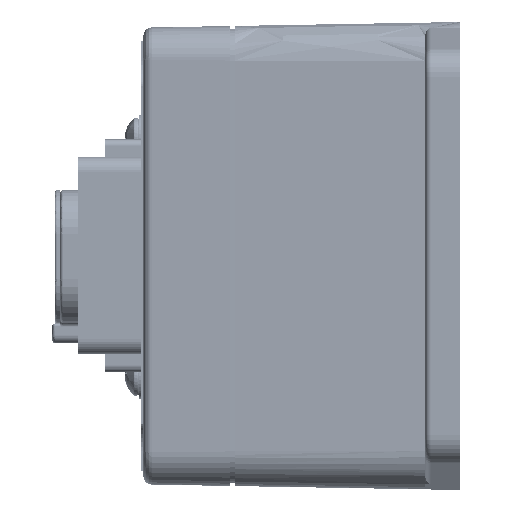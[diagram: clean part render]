
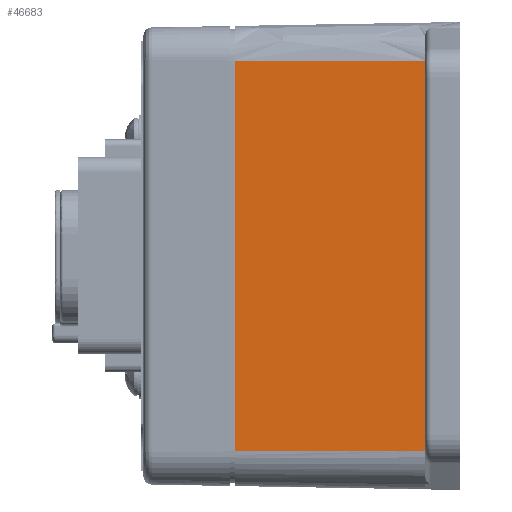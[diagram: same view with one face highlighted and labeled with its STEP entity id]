
A CAD part, left-side view. The second image highlights one B-rep face of the part: STEP entity #46683.
In plain terms, the highlighted face is planar.
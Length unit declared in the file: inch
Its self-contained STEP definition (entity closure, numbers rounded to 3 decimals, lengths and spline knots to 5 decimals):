
#1046 = CARTESIAN_POINT ( 'NONE',  ( 25.45274, -8.27652, 0.12992 ) ) ;
#1402 = CARTESIAN_POINT ( 'NONE',  ( 25.45693, -8.29913, 1.425 ) ) ;
#2882 = B_SPLINE_CURVE_WITH_KNOTS ( 'NONE', 3,
 ( #9477, #64579, #58281, #57193, #56847, #62948, #40965 ),
 .UNSPECIFIED., .F., .F.,
 ( 4, 3, 4 ),
 ( 0.00841, 0.0413, 0.04141 ),
 .UNSPECIFIED. ) ;
#4541 = CARTESIAN_POINT ( 'NONE',  ( 25.45274, -8.27652, 0.12992 ) ) ;
#9477 = CARTESIAN_POINT ( 'NONE',  ( 22.78197, -8.27652, 0.12992 ) ) ;
#10102 = PLANE ( 'NONE',  #49879 ) ;
#18599 = LINE ( 'NONE', #40542, #65049 ) ;
#20479 = VERTEX_POINT ( 'NONE', #49792 ) ;
#28960 = LINE ( 'NONE', #57047, #54874 ) ;
#29649 = DIRECTION ( 'NONE',  ( -1., 0., 0. ) ) ;
#31826 = VERTEX_POINT ( 'NONE', #4541 ) ;
#32082 = DIRECTION ( 'NONE',  ( 0., 1., 0.017 ) ) ;
#34526 = CARTESIAN_POINT ( 'NONE',  ( 25.46446, -8.2916, 0.99346 ) ) ;
#35593 = CARTESIAN_POINT ( 'NONE',  ( 25.45688, -8.29918, 1.42776 ) ) ;
#36938 = CARTESIAN_POINT ( 'NONE',  ( 22.78197, -8.27652, 0.12992 ) ) ;
#40542 = CARTESIAN_POINT ( 'NONE',  ( 24.11824, -8.2992, 1.42913 ) ) ;
#40965 = CARTESIAN_POINT ( 'NONE',  ( 22.77962, -8.2992, 1.42913 ) ) ;
#42186 = VERTEX_POINT ( 'NONE', #36938 ) ;
#43613 = CARTESIAN_POINT ( 'NONE',  ( 24.11824, -8.29989, 1.4685 ) ) ;
#46683 = ADVANCED_FACE ( 'NONE', ( #49033 ), #10102, .T. ) ;
#47037 = DIRECTION ( 'NONE',  ( 1., 0., 0. ) ) ;
#49033 = FACE_OUTER_BOUND ( 'NONE', #58276, .T. ) ;
#49437 = ORIENTED_EDGE ( 'NONE', *, *, #60659, .T. ) ;
#49792 = CARTESIAN_POINT ( 'NONE',  ( 25.45686, -8.2992, 1.42913 ) ) ;
#49879 = AXIS2_PLACEMENT_3D ( 'NONE', #43613, #32082, #54076 ) ;
#50414 = CARTESIAN_POINT ( 'NONE',  ( 25.45686, -8.2992, 1.42913 ) ) ;
#50845 = CARTESIAN_POINT ( 'NONE',  ( 22.77962, -8.2992, 1.42913 ) ) ;
#51468 = CARTESIAN_POINT ( 'NONE',  ( 25.45691, -8.29915, 1.42638 ) ) ;
#54076 = DIRECTION ( 'NONE',  ( 1., 0., 0. ) ) ;
#54874 = VECTOR ( 'NONE', #29649, 39.37008 ) ;
#55050 = EDGE_CURVE ( 'NONE', #31826, #42186, #28960, .T. ) ;
#55858 = B_SPLINE_CURVE_WITH_KNOTS ( 'NONE', 3,
 ( #50414, #35593, #51468, #1402, #34526, #61577, #1046 ),
 .UNSPECIFIED., .F., .F.,
 ( 4, 3, 4 ),
 ( -0.03574, -0.03564, -0.00274 ),
 .UNSPECIFIED. ) ;
#55862 = ORIENTED_EDGE ( 'NONE', *, *, #55050, .T. ) ;
#56538 = ORIENTED_EDGE ( 'NONE', *, *, #63941, .T. ) ;
#56847 = CARTESIAN_POINT ( 'NONE',  ( 22.77957, -8.29915, 1.42638 ) ) ;
#57047 = CARTESIAN_POINT ( 'NONE',  ( 0., -8.27652, 0.12992 ) ) ;
#57193 = CARTESIAN_POINT ( 'NONE',  ( 22.77955, -8.29913, 1.425 ) ) ;
#58276 = EDGE_LOOP ( 'NONE', ( #55862, #62023, #49437, #56538 ) ) ;
#58281 = CARTESIAN_POINT ( 'NONE',  ( 22.77202, -8.2916, 0.99345 ) ) ;
#60659 = EDGE_CURVE ( 'NONE', #70243, #20479, #18599, .T. ) ;
#61158 = EDGE_CURVE ( 'NONE', #42186, #70243, #2882, .T. ) ;
#61577 = CARTESIAN_POINT ( 'NONE',  ( 25.4454, -8.28406, 0.56146 ) ) ;
#62023 = ORIENTED_EDGE ( 'NONE', *, *, #61158, .T. ) ;
#62948 = CARTESIAN_POINT ( 'NONE',  ( 22.7796, -8.29918, 1.42776 ) ) ;
#63941 = EDGE_CURVE ( 'NONE', #20479, #31826, #55858, .T. ) ;
#64579 = CARTESIAN_POINT ( 'NONE',  ( 22.78353, -8.28406, 0.56157 ) ) ;
#65049 = VECTOR ( 'NONE', #47037, 39.37008 ) ;
#70243 = VERTEX_POINT ( 'NONE', #50845 ) ;
